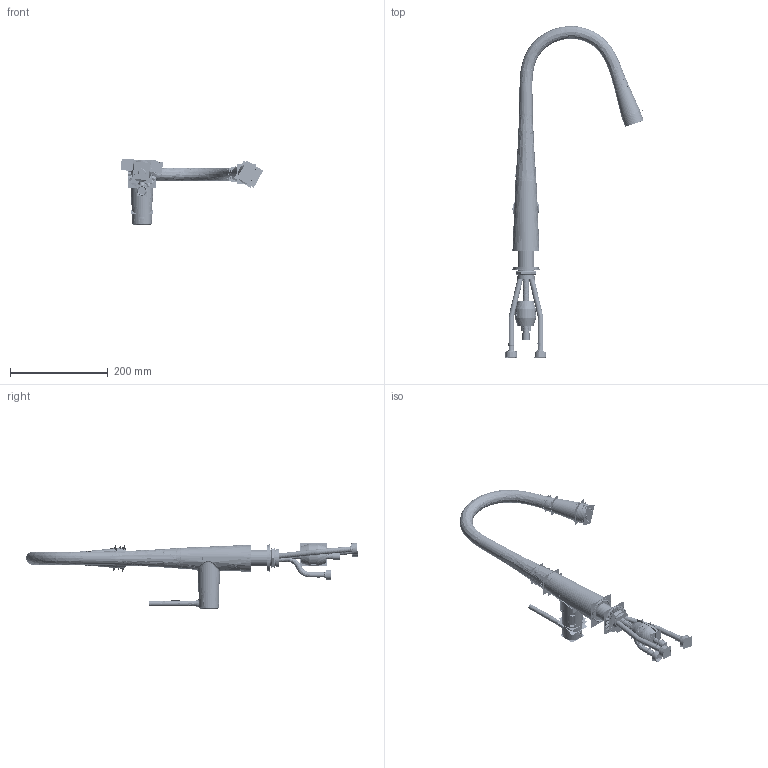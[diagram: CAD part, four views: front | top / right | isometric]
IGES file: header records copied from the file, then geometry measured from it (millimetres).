
Start section:  PTC IGES file: ffas5633-5015l0bc0_asm.igs
Global section: file name: ffas5633-5015l0bc0_asm.igs; native system: Creo Parametric by PTC Inc.; preprocessor: 2019224; author: 10114295; organization: Unknown; date: 20220122.143326; units: millimetre
Bounding box: 290.55 x 678.2 x 136.59 mm (x, y, z)
Volume: 1761812.6 mm3; surface area: 9187179.6 mm2
Topology: 119 solids, 83 shells, 6326 faces, 40207 edges, 57065 vertices
Faces by surface type: bspline 3184, revolution 3134, extrusion 8
